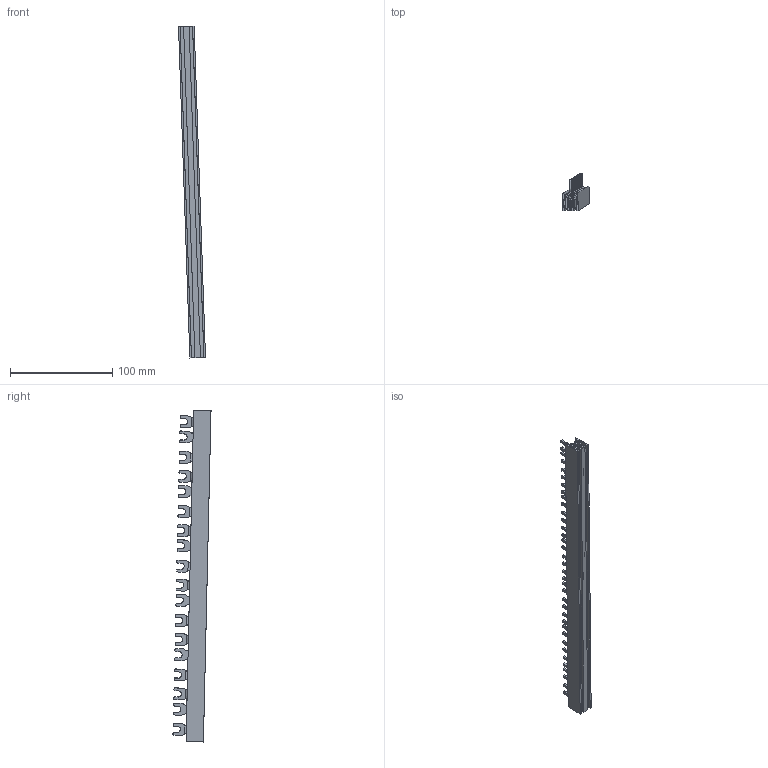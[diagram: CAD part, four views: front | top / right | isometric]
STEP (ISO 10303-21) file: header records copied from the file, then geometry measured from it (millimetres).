
FILE_DESCRIPTION((''),'2;1');
FILE_NAME('IZ12_3F_54_V1_ASM','2021-04-01T',('marketing.praksa'),('Audax d.o.o.'),'CREO PARAMETRIC BY PTC INC, 2017480','CREO PARAMETRIC BY PTC INC, 2017480','');
FILE_SCHEMA(('AUTOMOTIVE_DESIGN { 1 0 10303 214 1 1 1 1 }'));
Length unit declared in the file: millimetre
Products named in the file (6): COPPER_P1_54MOD_1; COPPER_P2_54MOD_1; COPPER_P3_54MOD_1; BASE-WL_1_1; PRT0170; IZ12_3F_54_V1_ASM
Assembly tree (5 placements, depth 2):
  IZ12_3F_54_V1_ASM
    COPPER_P1_54MOD_1
    COPPER_P2_54MOD_1
    COPPER_P3_54MOD_1
    BASE-WL_1_1
    PRT0170
Bounding box: 26.46 x 37.31 x 325.44 mm (x, y, z)
Volume: 50655.8 mm3; surface area: 85643.7 mm2
Topology: 7 solids, 7 shells, 619 faces, 1798 edges, 1196 vertices
Faces by surface type: plane 329, cylinder 290
Entity records: 31291 total; most frequent: CARTESIAN_POINT 4647, ORIENTED_EDGE 3596, DIRECTION 3306, PRESENTATION_STYLE_ASSIGNMENT 2424, STYLED_ITEM 2424, CURVE_STYLE 1798, EDGE_CURVE 1798, VERTEX_POINT 1196
